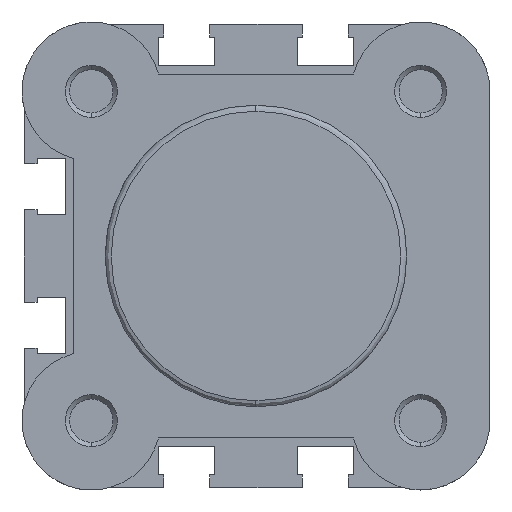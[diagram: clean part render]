
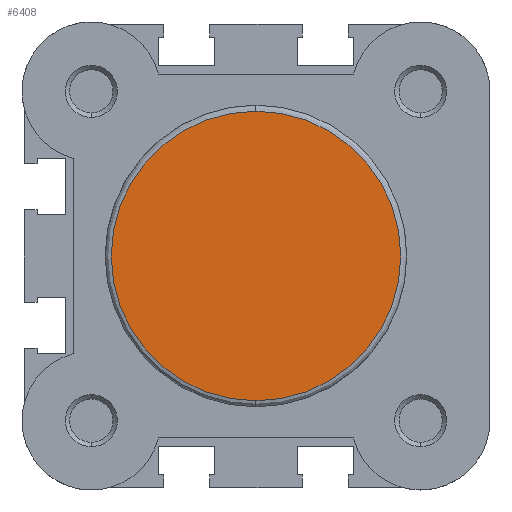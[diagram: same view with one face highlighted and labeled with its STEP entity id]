
A CAD part, left-side view. The second image highlights one B-rep face of the part: STEP entity #6408.
In plain terms, the highlighted planar face has unit normal (-1, 0, 0).
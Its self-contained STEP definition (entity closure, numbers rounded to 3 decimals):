
#76 = EDGE_LOOP ( 'NONE', ( #245, #244 ) ) ;
#244 = ORIENTED_EDGE ( 'NONE', *, *, #1849, .T. ) ;
#245 = ORIENTED_EDGE ( 'NONE', *, *, #1912, .T. ) ;
#1164 = FACE_OUTER_BOUND ( 'NONE', #76, .T. ) ;
#1849 = EDGE_CURVE ( 'NONE', #2728, #2629, #4770, .T. ) ;
#1912 = EDGE_CURVE ( 'NONE', #2629, #2728, #4864, .T. ) ;
#2116 = AXIS2_PLACEMENT_3D ( 'NONE', #3577, #3578, #3579 ) ;
#2149 = AXIS2_PLACEMENT_3D ( 'NONE', #3734, #3735, #3736 ) ;
#2363 = AXIS2_PLACEMENT_3D ( 'NONE', #6059, #6070, #6071 ) ;
#2629 = VERTEX_POINT ( 'NONE', #5686 ) ;
#2728 = VERTEX_POINT ( 'NONE', #5785 ) ;
#3577 = CARTESIAN_POINT ( 'NONE',  ( 0., 0., 0. ) ) ;
#3578 = DIRECTION ( 'NONE',  ( -1., 0., 0. ) ) ;
#3579 = DIRECTION ( 'NONE',  ( 0., 0., 1. ) ) ;
#3734 = CARTESIAN_POINT ( 'NONE',  ( 0., 0., 0. ) ) ;
#3735 = DIRECTION ( 'NONE',  ( -1., 0., 0. ) ) ;
#3736 = DIRECTION ( 'NONE',  ( 0., 0., 1. ) ) ;
#4770 = CIRCLE ( 'NONE', #2116, 16.7 ) ;
#4864 = CIRCLE ( 'NONE', #2149, 16.7 ) ;
#5686 = CARTESIAN_POINT ( 'NONE',  ( 0., 0., 16.7 ) ) ;
#5785 = CARTESIAN_POINT ( 'NONE',  ( 0., 0., -16.7 ) ) ;
#6059 = CARTESIAN_POINT ( 'NONE',  ( 0., -17.4, 0. ) ) ;
#6063 = PLANE ( 'NONE',  #2363 ) ;
#6070 = DIRECTION ( 'NONE',  ( -1., 0., 0. ) ) ;
#6071 = DIRECTION ( 'NONE',  ( 0., 0., 1. ) ) ;
#6408 = ADVANCED_FACE ( 'NONE', ( #1164 ), #6063, .T. ) ;
